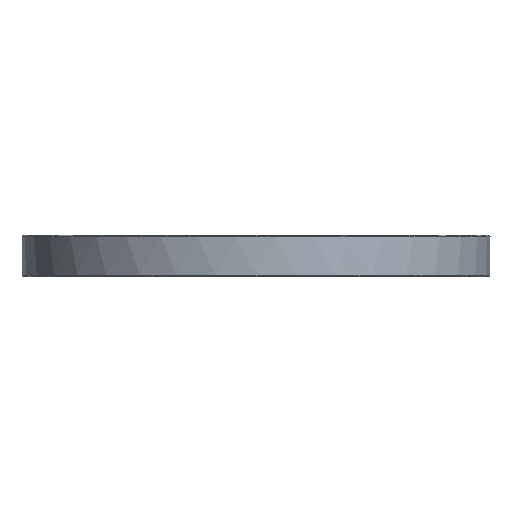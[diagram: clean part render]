
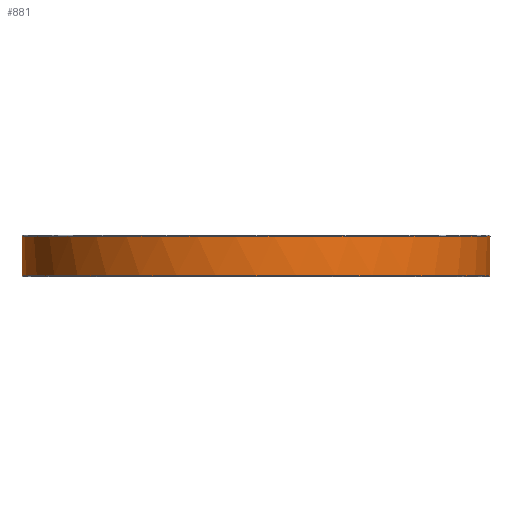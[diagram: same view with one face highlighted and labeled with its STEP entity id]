
A CAD part, front view. The second image highlights one B-rep face of the part: STEP entity #881.
In plain terms, the highlighted cylindrical face has radius 152.5 mm (diameter 305 mm), a full revolution.
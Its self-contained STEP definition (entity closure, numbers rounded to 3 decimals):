
#304=CARTESIAN_POINT('',(-152.491,-1.658,0.5));
#305=VERTEX_POINT('',#304);
#323=CARTESIAN_POINT('',(-152.491,1.658,0.5));
#324=VERTEX_POINT('',#323);
#325=CARTESIAN_POINT('',(-152.491,1.658,0.5));
#326=CARTESIAN_POINT('',(-152.494,1.397,0.673));
#327=CARTESIAN_POINT('',(-152.496,1.103,0.808));
#328=CARTESIAN_POINT('',(-152.498,0.799,0.892));
#329=CARTESIAN_POINT('',(-152.499,0.592,0.949));
#330=CARTESIAN_POINT('',(-152.5,0.38,0.983));
#331=CARTESIAN_POINT('',(-152.5,0.173,0.995));
#332=CARTESIAN_POINT('',(-152.5,-0.003,1.005));
#333=CARTESIAN_POINT('',(-152.5,-0.175,1.));
#334=CARTESIAN_POINT('',(-152.5,-0.353,0.979));
#335=CARTESIAN_POINT('',(-152.499,-0.747,0.932));
#336=CARTESIAN_POINT('',(-152.496,-1.148,0.801));
#337=CARTESIAN_POINT('',(-152.493,-1.499,0.599));
#338=CARTESIAN_POINT('',(-152.492,-1.553,0.567));
#339=CARTESIAN_POINT('',(-152.492,-1.606,0.534));
#340=CARTESIAN_POINT('',(-152.491,-1.658,0.5));
#341=B_SPLINE_CURVE_WITH_KNOTS('',3,(#325,#326,#327,#328,#329,#330,#331,#332,#333,#334,#335,#336,#337,#338,#339,#340),.UNSPECIFIED.,.F.,.U.,(4,3,3,3,3,4),(0.284,0.374,0.435,0.487,0.602,0.62),.UNSPECIFIED.);
#342=EDGE_CURVE('',#324,#305,#341,.T.);
#384=CARTESIAN_POINT('',(152.491,1.658,0.5));
#385=VERTEX_POINT('',#384);
#403=CARTESIAN_POINT('',(152.491,-1.658,0.5));
#404=VERTEX_POINT('',#403);
#405=CARTESIAN_POINT('',(152.491,-1.658,0.5));
#406=CARTESIAN_POINT('',(152.494,-1.397,0.673));
#407=CARTESIAN_POINT('',(152.496,-1.103,0.808));
#408=CARTESIAN_POINT('',(152.498,-0.799,0.892));
#409=CARTESIAN_POINT('',(152.499,-0.592,0.949));
#410=CARTESIAN_POINT('',(152.5,-0.38,0.983));
#411=CARTESIAN_POINT('',(152.5,-0.173,0.995));
#412=CARTESIAN_POINT('',(152.5,0.003,1.005));
#413=CARTESIAN_POINT('',(152.5,0.175,1.));
#414=CARTESIAN_POINT('',(152.5,0.353,0.979));
#415=CARTESIAN_POINT('',(152.499,0.747,0.932));
#416=CARTESIAN_POINT('',(152.496,1.148,0.801));
#417=CARTESIAN_POINT('',(152.493,1.499,0.599));
#418=CARTESIAN_POINT('',(152.492,1.553,0.567));
#419=CARTESIAN_POINT('',(152.492,1.606,0.534));
#420=CARTESIAN_POINT('',(152.491,1.658,0.5));
#421=B_SPLINE_CURVE_WITH_KNOTS('',3,(#405,#406,#407,#408,#409,#410,#411,#412,#413,#414,#415,#416,#417,#418,#419,#420),.UNSPECIFIED.,.F.,.U.,(4,3,3,3,3,4),(1.188,1.278,1.339,1.391,1.506,1.524),.UNSPECIFIED.);
#422=EDGE_CURVE('',#404,#385,#421,.T.);
#847=CARTESIAN_POINT('',(0.0,0.0,0.0));
#848=DIRECTION('',(0.0,0.0,1.0));
#849=DIRECTION('',(-1.0,0.0,0.0));
#850=AXIS2_PLACEMENT_3D('',#847,#848,#849);
#851=CYLINDRICAL_SURFACE('',#850,152.5);
#852=ORIENTED_EDGE('',*,*,#422,.T.);
#853=CARTESIAN_POINT('',(0.0,0.0,0.5));
#854=DIRECTION('',(0.0,0.0,-1.0));
#855=DIRECTION('',(-1.0,0.0,0.0));
#856=AXIS2_PLACEMENT_3D('',#853,#854,#855);
#857=CIRCLE('',#856,152.5);
#858=EDGE_CURVE('',#324,#385,#857,.T.);
#859=ORIENTED_EDGE('',*,*,#858,.F.);
#860=ORIENTED_EDGE('',*,*,#342,.T.);
#861=CARTESIAN_POINT('',(0.0,0.0,0.5));
#862=DIRECTION('',(0.0,0.0,-1.0));
#863=DIRECTION('',(-1.0,0.0,0.0));
#864=AXIS2_PLACEMENT_3D('',#861,#862,#863);
#865=CIRCLE('',#864,152.5);
#866=EDGE_CURVE('',#404,#305,#865,.T.);
#867=ORIENTED_EDGE('',*,*,#866,.F.);
#868=EDGE_LOOP('',(#852,#859,#860,#867));
#869=FACE_OUTER_BOUND('',#868,.T.);
#870=CARTESIAN_POINT('',(152.5,0.,26.5));
#871=VERTEX_POINT('',#870);
#872=CARTESIAN_POINT('',(0.0,0.0,26.5));
#873=DIRECTION('',(0.0,0.0,1.0));
#874=DIRECTION('',(-1.0,0.0,0.0));
#875=AXIS2_PLACEMENT_3D('',#872,#873,#874);
#876=CIRCLE('',#875,152.5);
#877=EDGE_CURVE('',#871,#871,#876,.T.);
#878=ORIENTED_EDGE('',*,*,#877,.F.);
#879=EDGE_LOOP('',(#878));
#880=FACE_BOUND('',#879,.T.);
#881=ADVANCED_FACE('',(#869,#880),#851,.T.);
